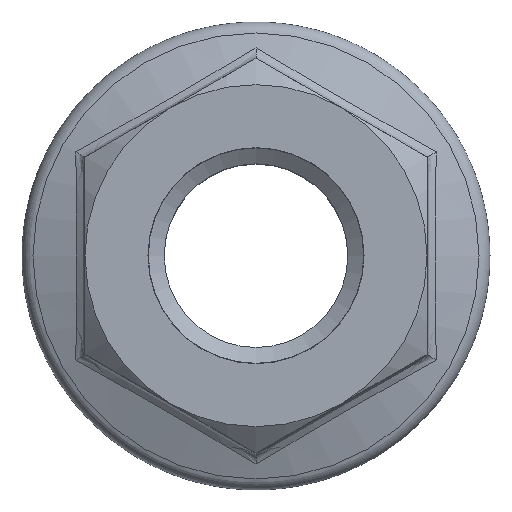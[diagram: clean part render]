
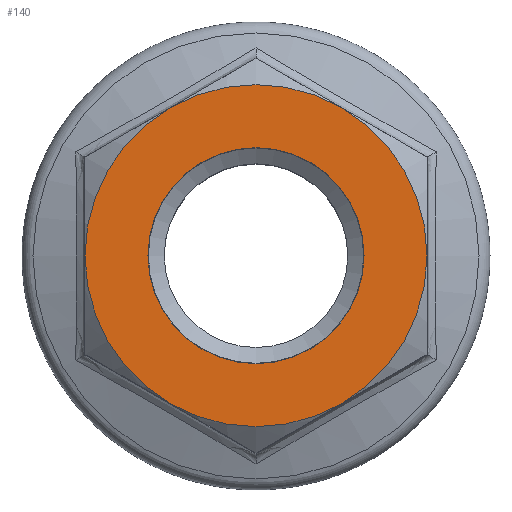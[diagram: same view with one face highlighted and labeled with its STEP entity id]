
A CAD part, top view. The second image highlights one B-rep face of the part: STEP entity #140.
In plain terms, the highlighted planar face has unit normal (0, 0, 1).
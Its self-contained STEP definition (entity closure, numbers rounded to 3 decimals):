
#140 = ADVANCED_FACE ( 'NONE', ( #573, #361 ), #1770, .F. ) ;
#220 = CARTESIAN_POINT ( 'NONE',  ( 0., 0., 0. ) ) ;
#361 = FACE_BOUND ( 'NONE', #482, .T. ) ;
#385 = EDGE_LOOP ( 'NONE', ( #4920, #4945, #5107, #5209, #5295, #5318 ) ) ;
#469 = CARTESIAN_POINT ( 'NONE',  ( -4.75, 8.227, 0. ) ) ;
#482 = EDGE_LOOP ( 'NONE', ( #5384 ) ) ;
#568 = CIRCLE ( 'NONE', #945, 9.5 ) ;
#573 = FACE_OUTER_BOUND ( 'NONE', #385, .T. ) ;
#613 = EDGE_CURVE ( 'NONE', #2840, #2090, #6442, .T. ) ;
#798 = EDGE_CURVE ( 'NONE', #5792, #2840, #5399, .T. ) ;
#889 = EDGE_CURVE ( 'NONE', #5792, #2466, #5745, .T. ) ;
#945 = AXIS2_PLACEMENT_3D ( 'NONE', #5052, #1648, #5605 ) ;
#984 = VERTEX_POINT ( 'NONE', #5564 ) ;
#987 = CARTESIAN_POINT ( 'NONE',  ( -4.75, -8.227, 0. ) ) ;
#1182 = CARTESIAN_POINT ( 'NONE',  ( 0., 0., 0. ) ) ;
#1312 = DIRECTION ( 'NONE',  ( 1., 0., 0. ) ) ;
#1371 = DIRECTION ( 'NONE',  ( -1., 0., 0. ) ) ;
#1393 = DIRECTION ( 'NONE',  ( 0., 0., -1. ) ) ;
#1419 = CARTESIAN_POINT ( 'NONE',  ( 0., 0., 0. ) ) ;
#1459 = DIRECTION ( 'NONE',  ( -1., 0., 0. ) ) ;
#1465 = DIRECTION ( 'NONE',  ( 0., 0., -1. ) ) ;
#1553 = CARTESIAN_POINT ( 'NONE',  ( 0., 10.97, 0. ) ) ;
#1559 = DIRECTION ( 'NONE',  ( 0., 0., -1. ) ) ;
#1648 = DIRECTION ( 'NONE',  ( 0., 0., -1. ) ) ;
#1670 = EDGE_CURVE ( 'NONE', #3927, #2466, #2470, .T. ) ;
#1740 = EDGE_CURVE ( 'NONE', #6160, #6160, #2215, .T. ) ;
#1770 = PLANE ( 'NONE',  #6980 ) ;
#2090 = VERTEX_POINT ( 'NONE', #987 ) ;
#2215 = CIRCLE ( 'NONE', #5266, 6. ) ;
#2466 = VERTEX_POINT ( 'NONE', #5070 ) ;
#2470 = CIRCLE ( 'NONE', #5472, 9.5 ) ;
#2840 = VERTEX_POINT ( 'NONE', #5481 ) ;
#2919 = EDGE_CURVE ( 'NONE', #2090, #984, #5858, .T. ) ;
#3647 = AXIS2_PLACEMENT_3D ( 'NONE', #4956, #1559, #5513 ) ;
#3927 = VERTEX_POINT ( 'NONE', #469 ) ;
#4493 = DIRECTION ( 'NONE',  ( 0., 0., -1. ) ) ;
#4779 = CARTESIAN_POINT ( 'NONE',  ( 9.5, 0., 0. ) ) ;
#4783 = DIRECTION ( 'NONE',  ( -1., 0., 0. ) ) ;
#4879 = CARTESIAN_POINT ( 'NONE',  ( 6., 0., 0. ) ) ;
#4918 = EDGE_CURVE ( 'NONE', #984, #3927, #568, .T. ) ;
#4920 = ORIENTED_EDGE ( 'NONE', *, *, #4918, .F. ) ;
#4945 = ORIENTED_EDGE ( 'NONE', *, *, #2919, .F. ) ;
#4956 = CARTESIAN_POINT ( 'NONE',  ( 0., 0., 0. ) ) ;
#5052 = CARTESIAN_POINT ( 'NONE',  ( 0., 0., 0. ) ) ;
#5070 = CARTESIAN_POINT ( 'NONE',  ( 4.75, 8.227, 0. ) ) ;
#5107 = ORIENTED_EDGE ( 'NONE', *, *, #613, .F. ) ;
#5209 = ORIENTED_EDGE ( 'NONE', *, *, #798, .F. ) ;
#5266 = AXIS2_PLACEMENT_3D ( 'NONE', #6591, #6722, #1312 ) ;
#5295 = ORIENTED_EDGE ( 'NONE', *, *, #889, .T. ) ;
#5318 = ORIENTED_EDGE ( 'NONE', *, *, #1670, .F. ) ;
#5384 = ORIENTED_EDGE ( 'NONE', *, *, #1740, .F. ) ;
#5399 = CIRCLE ( 'NONE', #6330, 9.5 ) ;
#5472 = AXIS2_PLACEMENT_3D ( 'NONE', #1182, #4493, #4783 ) ;
#5481 = CARTESIAN_POINT ( 'NONE',  ( 4.75, -8.227, 0. ) ) ;
#5513 = DIRECTION ( 'NONE',  ( -1., 0., 0. ) ) ;
#5564 = CARTESIAN_POINT ( 'NONE',  ( -9.5, 0., 0. ) ) ;
#5605 = DIRECTION ( 'NONE',  ( -1., 0., 0. ) ) ;
#5745 = CIRCLE ( 'NONE', #6243, 9.5 ) ;
#5792 = VERTEX_POINT ( 'NONE', #4779 ) ;
#5858 = CIRCLE ( 'NONE', #3647, 9.5 ) ;
#6160 = VERTEX_POINT ( 'NONE', #4879 ) ;
#6243 = AXIS2_PLACEMENT_3D ( 'NONE', #220, #7233, #7211 ) ;
#6330 = AXIS2_PLACEMENT_3D ( 'NONE', #1419, #1393, #1371 ) ;
#6442 = CIRCLE ( 'NONE', #6610, 9.5 ) ;
#6591 = CARTESIAN_POINT ( 'NONE',  ( 0., 0., 0. ) ) ;
#6610 = AXIS2_PLACEMENT_3D ( 'NONE', #7136, #7113, #7208 ) ;
#6722 = DIRECTION ( 'NONE',  ( 0., 0., 1. ) ) ;
#6980 = AXIS2_PLACEMENT_3D ( 'NONE', #1553, #1465, #1459 ) ;
#7113 = DIRECTION ( 'NONE',  ( 0., 0., -1. ) ) ;
#7136 = CARTESIAN_POINT ( 'NONE',  ( 0., 0., 0. ) ) ;
#7208 = DIRECTION ( 'NONE',  ( -1., 0., 0. ) ) ;
#7211 = DIRECTION ( 'NONE',  ( 1., 0., 0. ) ) ;
#7233 = DIRECTION ( 'NONE',  ( 0., 0., 1. ) ) ;
